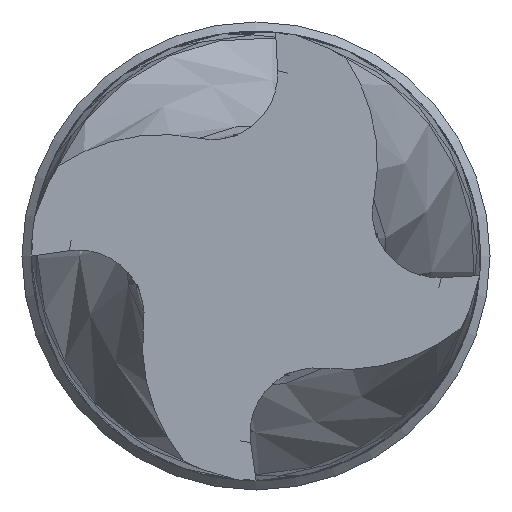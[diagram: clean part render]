
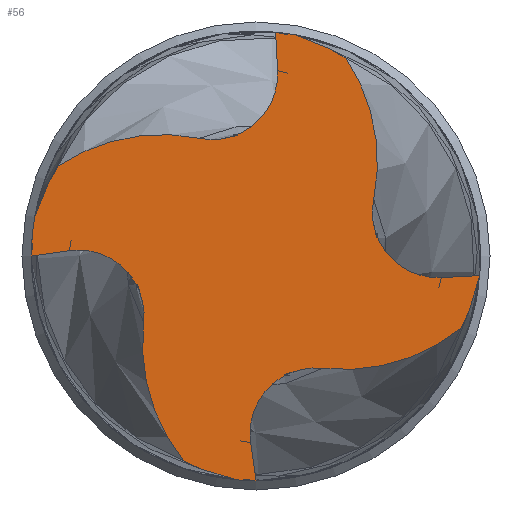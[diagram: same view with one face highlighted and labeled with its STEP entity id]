
A CAD part, front view. The second image highlights one B-rep face of the part: STEP entity #56.
In plain terms, the highlighted planar face has unit normal (0, -1, 0).
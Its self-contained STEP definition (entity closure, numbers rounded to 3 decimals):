
#56=ADVANCED_FACE('',(#405),#407,.F.);
#405=FACE_BOUND('',#406,.T.);
#406=EDGE_LOOP('',(#4573,#4574,#4575,#4576,#4577,#4578,#4579,#4580,#4581,#4582,#4583,
#4584,#4585,#4586,#4587,#4588,#4589,#4590,#4591,#4592,#4593,#4594,#4595));
#407=PLANE('',#408);
#408=AXIS2_PLACEMENT_3D('',#409,#410,#411);
#409=CARTESIAN_POINT('',(0.,0.,0.));
#410=DIRECTION('',(0.,1.,0.));
#411=DIRECTION('',(1.,0.,0.));
#4573=ORIENTED_EDGE('',*,*,#4765,.T.);
#4574=ORIENTED_EDGE('',*,*,#4766,.T.);
#4575=ORIENTED_EDGE('',*,*,#4767,.F.);
#4576=ORIENTED_EDGE('',*,*,#4768,.T.);
#4577=ORIENTED_EDGE('',*,*,#4769,.T.);
#4578=ORIENTED_EDGE('',*,*,#4770,.T.);
#4579=ORIENTED_EDGE('',*,*,#4771,.T.);
#4580=ORIENTED_EDGE('',*,*,#4772,.T.);
#4581=ORIENTED_EDGE('',*,*,#4773,.F.);
#4582=ORIENTED_EDGE('',*,*,#4774,.T.);
#4583=ORIENTED_EDGE('',*,*,#4775,.T.);
#4584=ORIENTED_EDGE('',*,*,#4776,.T.);
#4585=ORIENTED_EDGE('',*,*,#4777,.T.);
#4586=ORIENTED_EDGE('',*,*,#4778,.T.);
#4587=ORIENTED_EDGE('',*,*,#4779,.T.);
#4588=ORIENTED_EDGE('',*,*,#4780,.T.);
#4589=ORIENTED_EDGE('',*,*,#4781,.T.);
#4590=ORIENTED_EDGE('',*,*,#4782,.T.);
#4591=ORIENTED_EDGE('',*,*,#4783,.T.);
#4592=ORIENTED_EDGE('',*,*,#4784,.F.);
#4593=ORIENTED_EDGE('',*,*,#4785,.T.);
#4594=ORIENTED_EDGE('',*,*,#4786,.T.);
#4595=ORIENTED_EDGE('',*,*,#4787,.T.);
#4765=EDGE_CURVE('',#4861,#4862,#4863,.T.);
#4766=EDGE_CURVE('',#4862,#4864,#4865,.T.);
#4767=EDGE_CURVE('',#4866,#4864,#4867,.T.);
#4768=EDGE_CURVE('',#4866,#4868,#4869,.T.);
#4769=EDGE_CURVE('',#4868,#4870,#4871,.T.);
#4770=EDGE_CURVE('',#4870,#4872,#4873,.T.);
#4771=EDGE_CURVE('',#4872,#4874,#4875,.T.);
#4772=EDGE_CURVE('',#4874,#4876,#4877,.T.);
#4773=EDGE_CURVE('',#4878,#4876,#4879,.T.);
#4774=EDGE_CURVE('',#4878,#4880,#4881,.T.);
#4775=EDGE_CURVE('',#4880,#4882,#4883,.T.);
#4776=EDGE_CURVE('',#4882,#4884,#4885,.T.);
#4777=EDGE_CURVE('',#4884,#4886,#4887,.T.);
#4778=EDGE_CURVE('',#4886,#4888,#4889,.T.);
#4779=EDGE_CURVE('',#4888,#4890,#4891,.T.);
#4780=EDGE_CURVE('',#4890,#4892,#4893,.T.);
#4781=EDGE_CURVE('',#4892,#4894,#4895,.T.);
#4782=EDGE_CURVE('',#4894,#4896,#4897,.T.);
#4783=EDGE_CURVE('',#4896,#4898,#4899,.T.);
#4784=EDGE_CURVE('',#4900,#4898,#4901,.T.);
#4785=EDGE_CURVE('',#4900,#4902,#4903,.T.);
#4786=EDGE_CURVE('',#4902,#4904,#4905,.T.);
#4787=EDGE_CURVE('',#4904,#4861,#4906,.T.);
#4861=VERTEX_POINT('',#5021);
#4862=VERTEX_POINT('',#5022);
#4863=LINE('',#5023,#5024);
#4864=VERTEX_POINT('',#5026);
#4865=LINE('',#5027,#5028);
#4866=VERTEX_POINT('',#5030);
#4867=CIRCLE('',#5031,12.);
#4868=VERTEX_POINT('',#5035);
#4869=LINE('',#5036,#5037);
#4870=VERTEX_POINT('',#5039);
#4871=CIRCLE('',#5040,3.5);
#4872=VERTEX_POINT('',#5044);
#4873=CIRCLE('',#5045,10.);
#4874=VERTEX_POINT('',#5049);
#4875=LINE('',#5050,#5051);
#4876=VERTEX_POINT('',#5053);
#4877=LINE('',#5054,#5055);
#4878=VERTEX_POINT('',#5057);
#4879=CIRCLE('',#5058,12.);
#4880=VERTEX_POINT('',#5062);
#4881=LINE('',#5063,#5064);
#4882=VERTEX_POINT('',#5066);
#4883=CIRCLE('',#5067,3.5);
#4884=VERTEX_POINT('',#5071);
#4885=CIRCLE('',#5072,10.);
#4886=VERTEX_POINT('',#5076);
#4887=LINE('',#5077,#5078);
#4888=VERTEX_POINT('',#5080);
#4889=LINE('',#5081,#5082);
#4890=VERTEX_POINT('',#5084);
#4891=LINE('',#5085,#5086);
#4892=VERTEX_POINT('',#5088);
#4893=CIRCLE('',#5089,3.5);
#4894=VERTEX_POINT('',#5093);
#4895=CIRCLE('',#5094,10.);
#4896=VERTEX_POINT('',#5098);
#4897=LINE('',#5099,#5100);
#4898=VERTEX_POINT('',#5102);
#4899=LINE('',#5103,#5104);
#4900=VERTEX_POINT('',#5106);
#4901=CIRCLE('',#5107,12.);
#4902=VERTEX_POINT('',#5111);
#4903=LINE('',#5112,#5113);
#4904=VERTEX_POINT('',#5115);
#4905=CIRCLE('',#5116,3.5);
#4906=CIRCLE('',#5120,10.);
#5021=CARTESIAN_POINT('',(-10.565,0.,4.81));
#5022=CARTESIAN_POINT('',(-11.068,0.,3.938));
#5023=CARTESIAN_POINT('',(-10.565,0.,4.81));
#5024=VECTOR('',#5025,1.);
#5025=DIRECTION('',(-0.5,0.,-0.866));
#5026=CARTESIAN_POINT('',(-11.818,0.,2.084));
#5027=CARTESIAN_POINT('',(-11.068,0.,3.938));
#5028=VECTOR('',#5029,1.);
#5029=DIRECTION('',(-0.375,0.,-0.927));
#5030=CARTESIAN_POINT('',(-12.,0.,0.));
#5031=AXIS2_PLACEMENT_3D('',#5032,#5033,#5034);
#5032=CARTESIAN_POINT('',(0.,0.,0.));
#5033=DIRECTION('',(-0.,1.,0.));
#5034=DIRECTION('',(-1.,0.,0.));
#5035=CARTESIAN_POINT('',(-9.965,0.,0.286));
#5036=CARTESIAN_POINT('',(-12.,0.,0.));
#5037=VECTOR('',#5038,1.);
#5038=DIRECTION('',(0.99,0.,0.139));
#5039=CARTESIAN_POINT('',(-6.,0.,-3.573));
#5040=AXIS2_PLACEMENT_3D('',#5041,#5042,#5043);
#5041=CARTESIAN_POINT('',(-9.478,0.,-3.18));
#5042=DIRECTION('',(-0.,1.,0.));
#5043=DIRECTION('',(-0.139,0.,0.99));
#5044=CARTESIAN_POINT('',(-3.871,0.,-10.944));
#5045=AXIS2_PLACEMENT_3D('',#5046,#5047,#5048);
#5046=CARTESIAN_POINT('',(3.937,0.,-4.696));
#5047=DIRECTION('',(0.,-1.,0.));
#5048=DIRECTION('',(-0.994,0.,0.112));
#5049=CARTESIAN_POINT('',(-2.958,0.,-11.37));
#5050=CARTESIAN_POINT('',(-3.871,0.,-10.944));
#5051=VECTOR('',#5052,1.);
#5052=DIRECTION('',(0.906,0.,-0.423));
#5053=CARTESIAN_POINT('',(-1.046,0.,-11.954));
#5054=CARTESIAN_POINT('',(-2.958,0.,-11.37));
#5055=VECTOR('',#5056,1.);
#5056=DIRECTION('',(0.956,0.,-0.292));
#5057=CARTESIAN_POINT('',(0.,0.,-12.));
#5058=AXIS2_PLACEMENT_3D('',#5059,#5060,#5061);
#5059=CARTESIAN_POINT('',(0.,0.,0.));
#5060=DIRECTION('',(-0.,1.,0.));
#5061=DIRECTION('',(0.,0.,-1.));
#5062=CARTESIAN_POINT('',(-0.286,0.,-9.965));
#5063=CARTESIAN_POINT('',(0.,0.,-12.));
#5064=VECTOR('',#5065,1.);
#5065=DIRECTION('',(-0.139,0.,0.99));
#5066=CARTESIAN_POINT('',(3.573,0.,-6.));
#5067=AXIS2_PLACEMENT_3D('',#5068,#5069,#5070);
#5068=CARTESIAN_POINT('',(3.18,0.,-9.478));
#5069=DIRECTION('',(-0.,1.,0.));
#5070=DIRECTION('',(-0.99,0.,-0.139));
#5071=CARTESIAN_POINT('',(10.944,0.,-3.871));
#5072=AXIS2_PLACEMENT_3D('',#5073,#5074,#5075);
#5073=CARTESIAN_POINT('',(4.696,0.,3.937));
#5074=DIRECTION('',(0.,-1.,-0.));
#5075=DIRECTION('',(-0.112,0.,-0.994));
#5076=CARTESIAN_POINT('',(11.37,0.,-2.958));
#5077=CARTESIAN_POINT('',(10.944,0.,-3.871));
#5078=VECTOR('',#5079,1.);
#5079=DIRECTION('',(0.423,0.,0.906));
#5080=CARTESIAN_POINT('',(11.954,0.,-1.046));
#5081=CARTESIAN_POINT('',(11.37,0.,-2.958));
#5082=VECTOR('',#5083,1.);
#5083=DIRECTION('',(0.292,0.,0.956));
#5084=CARTESIAN_POINT('',(9.902,0.,-1.153));
#5085=CARTESIAN_POINT('',(11.954,0.,-1.046));
#5086=VECTOR('',#5087,1.);
#5087=DIRECTION('',(-0.999,0.,-0.052));
#5088=CARTESIAN_POINT('',(6.289,0.,3.036));
#5089=AXIS2_PLACEMENT_3D('',#5090,#5091,#5092);
#5090=CARTESIAN_POINT('',(9.719,0.,2.342));
#5091=DIRECTION('',(-0.,1.,0.));
#5092=DIRECTION('',(0.052,0.,-0.999));
#5093=CARTESIAN_POINT('',(4.81,0.,10.565));
#5094=AXIS2_PLACEMENT_3D('',#5095,#5096,#5097);
#5095=CARTESIAN_POINT('',(-3.513,0.,5.021));
#5096=DIRECTION('',(0.,-1.,0.));
#5097=DIRECTION('',(0.98,0.,-0.198));
#5098=CARTESIAN_POINT('',(3.938,0.,11.068));
#5099=CARTESIAN_POINT('',(4.81,0.,10.565));
#5100=VECTOR('',#5101,1.);
#5101=DIRECTION('',(-0.866,0.,0.5));
#5102=CARTESIAN_POINT('',(2.084,0.,11.818));
#5103=CARTESIAN_POINT('',(3.938,0.,11.068));
#5104=VECTOR('',#5105,1.);
#5105=DIRECTION('',(-0.927,0.,0.375));
#5106=CARTESIAN_POINT('',(1.046,0.,11.954));
#5107=AXIS2_PLACEMENT_3D('',#5108,#5109,#5110);
#5108=CARTESIAN_POINT('',(0.,0.,0.));
#5109=DIRECTION('',(-0.,1.,0.));
#5110=DIRECTION('',(0.087,0.,0.996));
#5111=CARTESIAN_POINT('',(1.153,0.,9.902));
#5112=CARTESIAN_POINT('',(1.046,0.,11.954));
#5113=VECTOR('',#5114,1.);
#5114=DIRECTION('',(0.052,0.,-0.999));
#5115=CARTESIAN_POINT('',(-3.036,0.,6.289));
#5116=AXIS2_PLACEMENT_3D('',#5117,#5118,#5119);
#5117=CARTESIAN_POINT('',(-2.342,0.,9.719));
#5118=DIRECTION('',(-0.,1.,0.));
#5119=DIRECTION('',(0.999,0.,0.052));
#5120=AXIS2_PLACEMENT_3D('',#5121,#5122,#5123);
#5121=CARTESIAN_POINT('',(-5.021,0.,-3.513));
#5122=DIRECTION('',(0.,-1.,-0.));
#5123=DIRECTION('',(0.198,0.,0.98));
